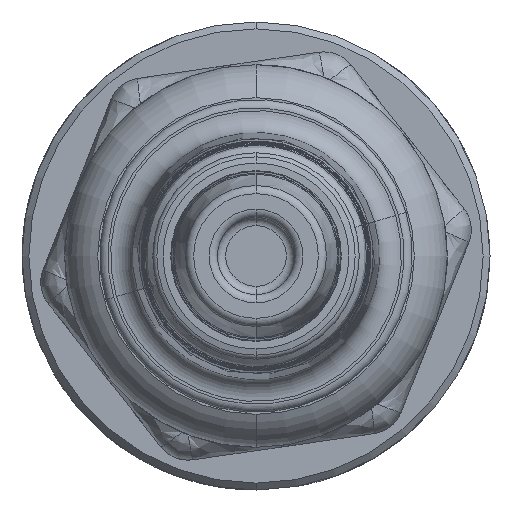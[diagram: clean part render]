
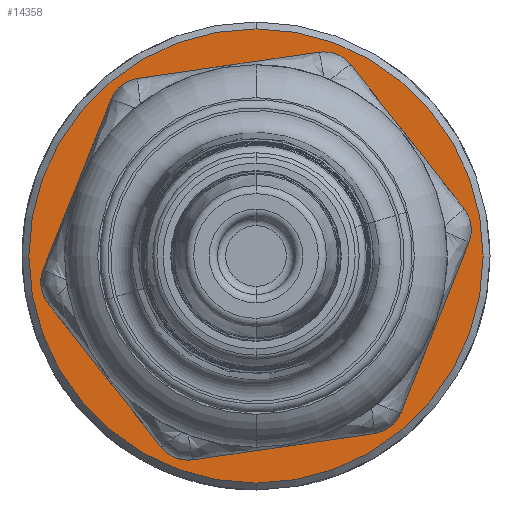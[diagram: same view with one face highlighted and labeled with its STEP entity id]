
A CAD part, front view. The second image highlights one B-rep face of the part: STEP entity #14358.
In plain terms, the highlighted planar face has unit normal (0, -1, 0).
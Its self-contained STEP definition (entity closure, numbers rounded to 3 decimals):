
#274 = CARTESIAN_POINT ( 'NONE',  ( 0., 45.8, 0. ) ) ;
#1670 = EDGE_LOOP ( 'NONE', ( #20465, #18189 ) ) ;
#1908 = ORIENTED_EDGE ( 'NONE', *, *, #14924, .T. ) ;
#1972 = FACE_BOUND ( 'NONE', #1670, .T. ) ;
#2086 = CIRCLE ( 'NONE', #24649, 6.65 ) ;
#2843 = DIRECTION ( 'NONE',  ( 0., 0., -1. ) ) ;
#3277 = DIRECTION ( 'NONE',  ( 0., 0., -1. ) ) ;
#3726 = DIRECTION ( 'NONE',  ( 0., 0., -1. ) ) ;
#3960 = CIRCLE ( 'NONE', #23233, 8.25 ) ;
#4614 = VERTEX_POINT ( 'NONE', #9429 ) ;
#4821 = VERTEX_POINT ( 'NONE', #15337 ) ;
#5655 = EDGE_CURVE ( 'NONE', #4821, #10479, #7180, .T. ) ;
#6553 = CARTESIAN_POINT ( 'NONE',  ( 0., 45.8, 6.65 ) ) ;
#7180 = CIRCLE ( 'NONE', #18482, 6.65 ) ;
#7887 = DIRECTION ( 'NONE',  ( 0., 0., -1. ) ) ;
#8101 = CARTESIAN_POINT ( 'NONE',  ( 0., 45.8, 0. ) ) ;
#8428 = CARTESIAN_POINT ( 'NONE',  ( 0., 45.8, 0. ) ) ;
#9429 = CARTESIAN_POINT ( 'NONE',  ( 0., 45.8, 8.25 ) ) ;
#9605 = VERTEX_POINT ( 'NONE', #13874 ) ;
#9914 = CIRCLE ( 'NONE', #18112, 8.25 ) ;
#9997 = DIRECTION ( 'NONE',  ( 0., 0., -1. ) ) ;
#10014 = DIRECTION ( 'NONE',  ( 0., -1., 0. ) ) ;
#10479 = VERTEX_POINT ( 'NONE', #6553 ) ;
#11404 = AXIS2_PLACEMENT_3D ( 'NONE', #274, #18170, #2843 ) ;
#12567 = CARTESIAN_POINT ( 'NONE',  ( 0., 45.8, 0. ) ) ;
#13874 = CARTESIAN_POINT ( 'NONE',  ( 0., 45.8, -8.25 ) ) ;
#13889 = DIRECTION ( 'NONE',  ( 0., -1., 0. ) ) ;
#14358 = ADVANCED_FACE ( 'NONE', ( #30877, #1972 ), #15805, .T. ) ;
#14924 = EDGE_CURVE ( 'NONE', #4614, #9605, #3960, .T. ) ;
#15017 = CARTESIAN_POINT ( 'NONE',  ( 0., 45.8, 0. ) ) ;
#15337 = CARTESIAN_POINT ( 'NONE',  ( 0., 45.8, -6.65 ) ) ;
#15796 = EDGE_LOOP ( 'NONE', ( #1908, #33233 ) ) ;
#15805 = PLANE ( 'NONE',  #11404 ) ;
#18112 = AXIS2_PLACEMENT_3D ( 'NONE', #8101, #28659, #7887 ) ;
#18170 = DIRECTION ( 'NONE',  ( 0., -1., 0. ) ) ;
#18189 = ORIENTED_EDGE ( 'NONE', *, *, #5655, .F. ) ;
#18482 = AXIS2_PLACEMENT_3D ( 'NONE', #8428, #13889, #3726 ) ;
#20465 = ORIENTED_EDGE ( 'NONE', *, *, #31412, .F. ) ;
#23233 = AXIS2_PLACEMENT_3D ( 'NONE', #12567, #10014, #3277 ) ;
#24649 = AXIS2_PLACEMENT_3D ( 'NONE', #15017, #25365, #9997 ) ;
#25061 = EDGE_CURVE ( 'NONE', #9605, #4614, #9914, .T. ) ;
#25365 = DIRECTION ( 'NONE',  ( 0., -1., 0. ) ) ;
#28659 = DIRECTION ( 'NONE',  ( 0., -1., 0. ) ) ;
#30877 = FACE_OUTER_BOUND ( 'NONE', #15796, .T. ) ;
#31412 = EDGE_CURVE ( 'NONE', #10479, #4821, #2086, .T. ) ;
#33233 = ORIENTED_EDGE ( 'NONE', *, *, #25061, .T. ) ;
